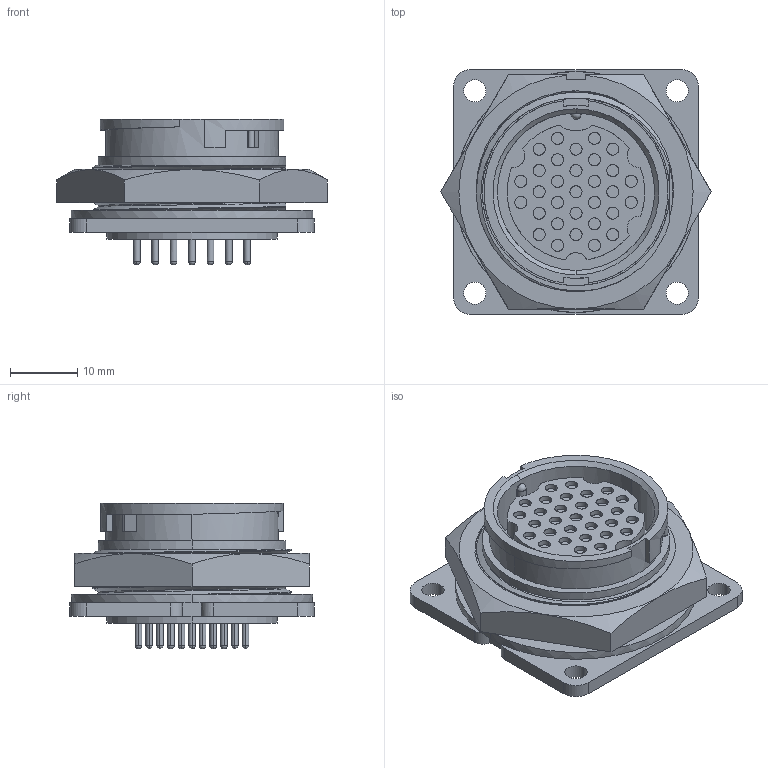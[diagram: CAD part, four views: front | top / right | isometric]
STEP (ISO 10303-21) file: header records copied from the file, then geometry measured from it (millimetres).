
FILE_DESCRIPTION (( 'STEP AP203' ), '1' );
FILE_NAME ('24281-31SG-300.STEP', '2013-09-09T14:59:54', ( 'J0FPBF1' ), ( '' ), 'SwSTEP 2.0', 'SolidWorks 2012', '' );
FILE_SCHEMA (( 'CONFIG_CONTROL_DESIGN' ));
Products named in the file (1): 24281-31SG-300
Bounding box: 40.33 x 36.51 x 21.72 mm (x, y, z)
Volume: 12658.2 mm3; surface area: 8584.5 mm2
Topology: 2 solids, 2 shells, 800 faces, 2141 edges, 1381 vertices
Faces by surface type: plane 285, bspline 233, cylinder 211, torus 62, cone 8, sphere 1
Entity records: 45508 total; most frequent: CARTESIAN_POINT 27899, ORIENTED_EDGE 4156, DIRECTION 2642, EDGE_CURVE 2078, VERTEX_POINT 1381, LINE 1016, VECTOR 1016, EDGE_LOOP 909
